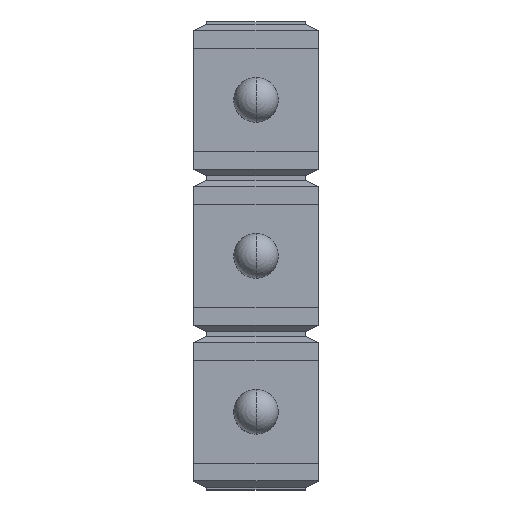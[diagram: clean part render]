
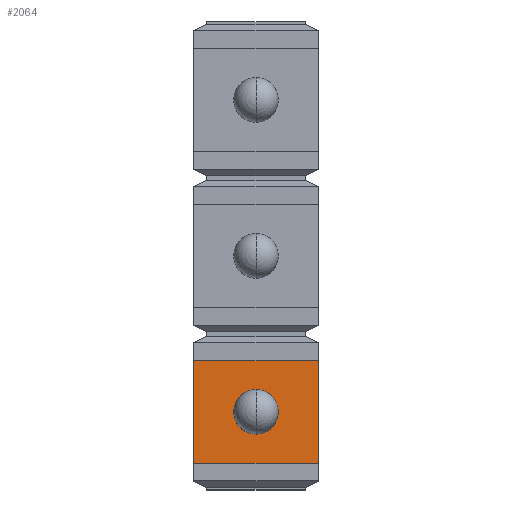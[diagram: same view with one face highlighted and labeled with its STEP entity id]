
A CAD part, top view. The second image highlights one B-rep face of the part: STEP entity #2064.
In plain terms, the highlighted planar face has unit normal (0, 0, 1).
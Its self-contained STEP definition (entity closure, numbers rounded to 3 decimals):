
#49=DIRECTION('',(0.,1.,0.));
#50=VECTOR('',#49,2.3);
#51=CARTESIAN_POINT('',(0.,-9.9,1.6));
#52=LINE('',#51,#50);
#333=DIRECTION('',(0.,1.,0.));
#334=VECTOR('',#333,2.3);
#335=CARTESIAN_POINT('',(2.8,-9.9,1.6));
#336=LINE('',#335,#334);
#615=DIRECTION('',(-1.,0.,0.));
#616=VECTOR('',#615,2.8);
#617=CARTESIAN_POINT('',(2.8,-9.9,1.6));
#618=LINE('',#617,#616);
#619=CARTESIAN_POINT('',(1.4,-8.75,1.6));
#620=DIRECTION('',(0.,0.,1.));
#621=DIRECTION('',(0.,1.,0.));
#622=AXIS2_PLACEMENT_3D('',#619,#620,#621);
#624=CARTESIAN_POINT('',(1.4,-8.75,1.6));
#625=DIRECTION('',(0.,0.,1.));
#626=DIRECTION('',(0.,-1.,0.));
#627=AXIS2_PLACEMENT_3D('',#624,#625,#626);
#629=DIRECTION('',(-1.,0.,0.));
#630=VECTOR('',#629,2.8);
#631=CARTESIAN_POINT('',(2.8,-7.6,1.6));
#632=LINE('',#631,#630);
#1022=CARTESIAN_POINT('',(0.,-7.6,1.6));
#1024=VERTEX_POINT('',#1022);
#1026=CARTESIAN_POINT('',(0.,-9.9,1.6));
#1028=VERTEX_POINT('',#1026);
#1041=CARTESIAN_POINT('',(2.8,-7.6,1.6));
#1042=VERTEX_POINT('',#1041);
#1043=CARTESIAN_POINT('',(2.8,-9.9,1.6));
#1044=VERTEX_POINT('',#1043);
#1149=CARTESIAN_POINT('',(1.4,-8.25,1.6));
#1150=CARTESIAN_POINT('',(1.4,-9.25,1.6));
#1151=VERTEX_POINT('',#1149);
#1152=VERTEX_POINT('',#1150);
#2046=CARTESIAN_POINT('',(2.8,-9.9,1.6));
#2047=DIRECTION('',(0.,0.,-1.));
#2048=DIRECTION('',(0.,1.,0.));
#2049=AXIS2_PLACEMENT_3D('',#2046,#2047,#2048);
#2050=PLANE('',#2049);
#2051=ORIENTED_EDGE('',*,*,#1260,.T.);
#2053=ORIENTED_EDGE('',*,*,#2052,.F.);
#2054=ORIENTED_EDGE('',*,*,#1571,.F.);
#2055=ORIENTED_EDGE('',*,*,#2039,.T.);
#2056=EDGE_LOOP('',(#2051,#2053,#2054,#2055));
#2057=FACE_OUTER_BOUND('',#2056,.F.);
#2059=ORIENTED_EDGE('',*,*,#2058,.T.);
#2061=ORIENTED_EDGE('',*,*,#2060,.T.);
#2062=EDGE_LOOP('',(#2059,#2061));
#2063=FACE_BOUND('',#2062,.F.);
#2064=ADVANCED_FACE('',(#2057,#2063),#2050,.F.);
#623=CIRCLE('',#622,0.5);
#628=CIRCLE('',#627,0.5);
#1260=EDGE_CURVE('',#1028,#1024,#52,.T.);
#1571=EDGE_CURVE('',#1044,#1042,#336,.T.);
#2039=EDGE_CURVE('',#1044,#1028,#618,.T.);
#2052=EDGE_CURVE('',#1042,#1024,#632,.T.);
#2058=EDGE_CURVE('',#1151,#1152,#623,.T.);
#2060=EDGE_CURVE('',#1152,#1151,#628,.T.);
